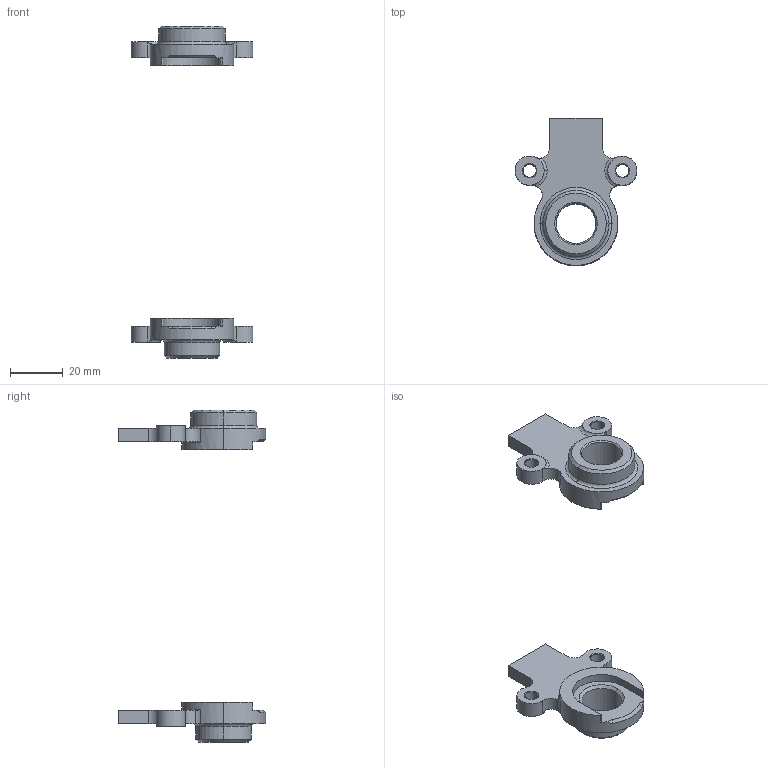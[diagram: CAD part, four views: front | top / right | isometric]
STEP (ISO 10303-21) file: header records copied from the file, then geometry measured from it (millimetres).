
FILE_DESCRIPTION (( 'STEP AP214' ), '1' );
FILE_NAME ('DR2058.STEP', '2016-02-29T23:42:19', ( '' ), ( '' ), 'SwSTEP 2.0', 'SolidWorks 2016', '' );
FILE_SCHEMA (( 'AUTOMOTIVE_DESIGN' ));
Length unit declared in the file: inch
Products named in the file (3): DR2058T; DR2058U; DR2058
Assembly tree (2 placements, depth 2):
  DR2058
    DR2058U
    DR2058T
Bounding box: 46.13 x 55.75 x 125.58 mm (x, y, z)
Volume: 18843.7 mm3; surface area: 10415.3 mm2
Topology: 2 solids, 2 shells, 112 faces, 278 edges, 172 vertices
Faces by surface type: cylinder 42, cone 34, plane 24, torus 12
Entity records: 3636 total; most frequent: CARTESIAN_POINT 731, DIRECTION 650, ORIENTED_EDGE 556, EDGE_CURVE 278, AXIS2_PLACEMENT_3D 271, VERTEX_POINT 172, CIRCLE 154, EDGE_LOOP 126
